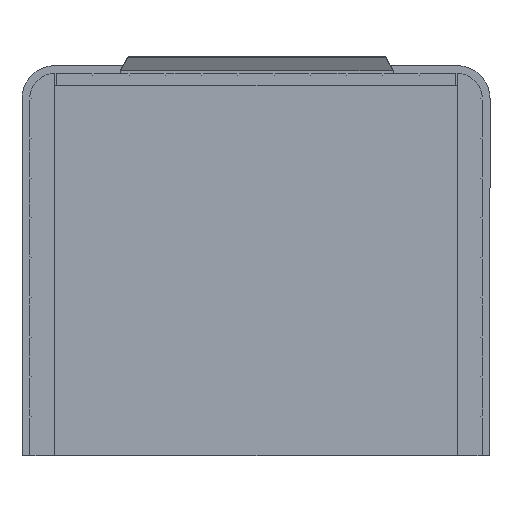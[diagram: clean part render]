
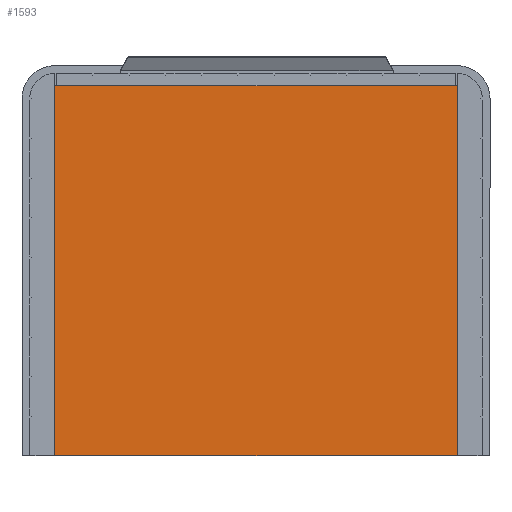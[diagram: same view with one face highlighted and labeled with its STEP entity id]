
A CAD part, front view. The second image highlights one B-rep face of the part: STEP entity #1593.
In plain terms, the highlighted planar face has unit normal (0, -1, 0).
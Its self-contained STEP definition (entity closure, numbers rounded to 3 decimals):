
#44 = VERTEX_POINT ( 'NONE', #2082 ) ;
#136 = EDGE_CURVE ( 'NONE', #3072, #3122, #1163, .T. ) ;
#281 = EDGE_CURVE ( 'NONE', #44, #3122, #3905, .T. ) ;
#441 = VECTOR ( 'NONE', #3890, 1000. ) ;
#516 = DIRECTION ( 'NONE',  ( 1., 0., 0. ) ) ;
#924 = ORIENTED_EDGE ( 'NONE', *, *, #3497, .F. ) ;
#1062 = CARTESIAN_POINT ( 'NONE',  ( -258., 0., 474. ) ) ;
#1081 = AXIS2_PLACEMENT_3D ( 'NONE', #3196, #3550, #516 ) ;
#1113 = VECTOR ( 'NONE', #4192, 1000. ) ;
#1163 = LINE ( 'NONE', #3172, #1113 ) ;
#1456 = ORIENTED_EDGE ( 'NONE', *, *, #281, .F. ) ;
#1475 = DIRECTION ( 'NONE',  ( -1., 0., 0. ) ) ;
#1502 = VECTOR ( 'NONE', #1615, 1000. ) ;
#1539 = CARTESIAN_POINT ( 'NONE',  ( 258., 0., 474. ) ) ;
#1593 = ADVANCED_FACE ( 'NONE', ( #3787 ), #3529, .T. ) ;
#1615 = DIRECTION ( 'NONE',  ( 0., 0., -1. ) ) ;
#1683 = EDGE_CURVE ( 'NONE', #4242, #3072, #2328, .T. ) ;
#1753 = CARTESIAN_POINT ( 'NONE',  ( -258., 0., 0. ) ) ;
#1868 = CARTESIAN_POINT ( 'NONE',  ( 258., 0., 474. ) ) ;
#2082 = CARTESIAN_POINT ( 'NONE',  ( 258., 0., 0. ) ) ;
#2328 = LINE ( 'NONE', #1539, #441 ) ;
#2416 = ORIENTED_EDGE ( 'NONE', *, *, #1683, .T. ) ;
#3072 = VERTEX_POINT ( 'NONE', #1062 ) ;
#3076 = EDGE_LOOP ( 'NONE', ( #924, #2416, #4036, #1456 ) ) ;
#3094 = VECTOR ( 'NONE', #1475, 1000. ) ;
#3122 = VERTEX_POINT ( 'NONE', #1753 ) ;
#3172 = CARTESIAN_POINT ( 'NONE',  ( -258., 0., 1114.824 ) ) ;
#3196 = CARTESIAN_POINT ( 'NONE',  ( 258., 0., 1114.824 ) ) ;
#3491 = CARTESIAN_POINT ( 'NONE',  ( 258., 0., 0. ) ) ;
#3497 = EDGE_CURVE ( 'NONE', #4242, #44, #3625, .T. ) ;
#3529 = PLANE ( 'NONE',  #1081 ) ;
#3550 = DIRECTION ( 'NONE',  ( 0., -1., 0. ) ) ;
#3625 = LINE ( 'NONE', #3637, #1502 ) ;
#3637 = CARTESIAN_POINT ( 'NONE',  ( 258., 0., 1114.824 ) ) ;
#3787 = FACE_OUTER_BOUND ( 'NONE', #3076, .T. ) ;
#3890 = DIRECTION ( 'NONE',  ( -1., 0., 0. ) ) ;
#3905 = LINE ( 'NONE', #3491, #3094 ) ;
#4036 = ORIENTED_EDGE ( 'NONE', *, *, #136, .T. ) ;
#4192 = DIRECTION ( 'NONE',  ( 0., 0., -1. ) ) ;
#4242 = VERTEX_POINT ( 'NONE', #1868 ) ;
